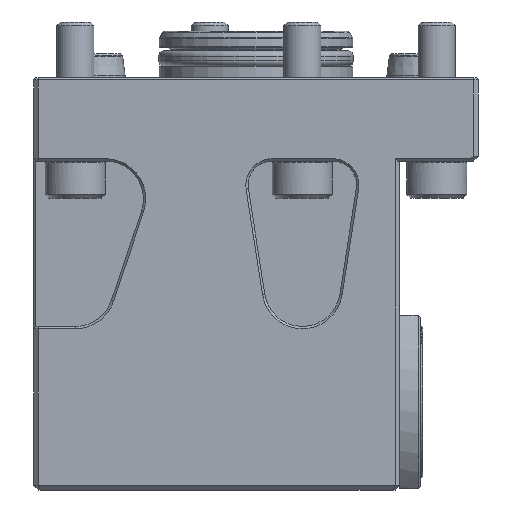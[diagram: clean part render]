
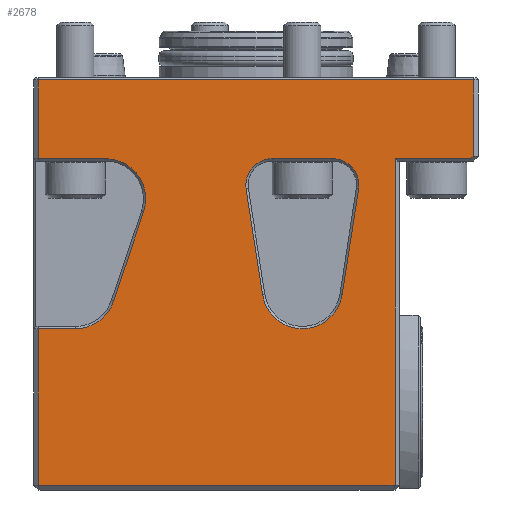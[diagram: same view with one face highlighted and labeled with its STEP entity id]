
A CAD part, front view. The second image highlights one B-rep face of the part: STEP entity #2678.
In plain terms, the highlighted planar face has unit normal (0, -1, 0).
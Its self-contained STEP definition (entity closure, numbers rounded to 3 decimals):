
#93=LINE('',#4274,#310);
#96=LINE('',#4282,#313);
#101=LINE('',#4297,#318);
#103=LINE('',#4302,#320);
#129=LINE('',#4364,#346);
#135=LINE('',#4378,#352);
#140=LINE('',#4388,#357);
#149=LINE('',#4406,#366);
#150=LINE('',#4409,#367);
#151=LINE('',#4410,#368);
#152=LINE('',#4413,#369);
#153=LINE('',#4415,#370);
#154=LINE('',#4417,#371);
#155=LINE('',#4419,#372);
#310=VECTOR('',#3244,1000.);
#313=VECTOR('',#3253,1000.);
#318=VECTOR('',#3266,1000.);
#320=VECTOR('',#3270,1000.);
#346=VECTOR('',#3328,1000.);
#352=VECTOR('',#3336,1000.);
#357=VECTOR('',#3345,1000.);
#366=VECTOR('',#3360,1000.);
#367=VECTOR('',#3363,1000.);
#368=VECTOR('',#3364,1000.);
#369=VECTOR('',#3367,1000.);
#370=VECTOR('',#3368,1000.);
#371=VECTOR('',#3369,1000.);
#372=VECTOR('',#3370,1000.);
#701=ORIENTED_EDGE('',*,*,#1313,.T.);
#702=ORIENTED_EDGE('',*,*,#1310,.T.);
#703=ORIENTED_EDGE('',*,*,#1315,.T.);
#704=ORIENTED_EDGE('',*,*,#1366,.T.);
#705=ORIENTED_EDGE('',*,*,#1367,.T.);
#706=ORIENTED_EDGE('',*,*,#1368,.T.);
#707=ORIENTED_EDGE('',*,*,#1352,.T.);
#708=ORIENTED_EDGE('',*,*,#1369,.T.);
#709=ORIENTED_EDGE('',*,*,#1346,.T.);
#710=ORIENTED_EDGE('',*,*,#1370,.T.);
#711=ORIENTED_EDGE('',*,*,#1371,.T.);
#712=ORIENTED_EDGE('',*,*,#1306,.T.);
#713=ORIENTED_EDGE('',*,*,#1304,.T.);
#714=ORIENTED_EDGE('',*,*,#1302,.T.);
#715=ORIENTED_EDGE('',*,*,#1357,.T.);
#716=ORIENTED_EDGE('',*,*,#1372,.T.);
#717=ORIENTED_EDGE('',*,*,#1373,.T.);
#718=ORIENTED_EDGE('',*,*,#1374,.T.);
#719=ORIENTED_EDGE('',*,*,#1375,.T.);
#1302=EDGE_CURVE('',#1652,#1634,#93,.T.);
#1304=EDGE_CURVE('',#1653,#1652,#1871,.F.);
#1306=EDGE_CURVE('',#1654,#1653,#96,.T.);
#1310=EDGE_CURVE('',#1655,#1658,#1873,.F.);
#1313=EDGE_CURVE('',#1659,#1655,#101,.T.);
#1315=EDGE_CURVE('',#1658,#1662,#103,.T.);
#1346=EDGE_CURVE('',#1683,#1684,#129,.T.);
#1352=EDGE_CURVE('',#1690,#1689,#135,.T.);
#1357=EDGE_CURVE('',#1634,#1693,#140,.T.);
#1366=EDGE_CURVE('',#1662,#1698,#1879,.F.);
#1367=EDGE_CURVE('',#1698,#1699,#149,.T.);
#1368=EDGE_CURVE('',#1699,#1659,#1880,.F.);
#1369=EDGE_CURVE('',#1689,#1683,#150,.T.);
#1370=EDGE_CURVE('',#1684,#1700,#151,.T.);
#1371=EDGE_CURVE('',#1700,#1654,#1881,.F.);
#1372=EDGE_CURVE('',#1693,#1701,#152,.T.);
#1373=EDGE_CURVE('',#1701,#1702,#153,.T.);
#1374=EDGE_CURVE('',#1702,#1703,#154,.T.);
#1375=EDGE_CURVE('',#1703,#1690,#155,.T.);
#1634=VERTEX_POINT('',#4222);
#1652=VERTEX_POINT('',#4273);
#1653=VERTEX_POINT('',#4277);
#1654=VERTEX_POINT('',#4281);
#1655=VERTEX_POINT('',#4285);
#1658=VERTEX_POINT('',#4290);
#1659=VERTEX_POINT('',#4294);
#1662=VERTEX_POINT('',#4301);
#1683=VERTEX_POINT('',#4365);
#1684=VERTEX_POINT('',#4366);
#1689=VERTEX_POINT('',#4377);
#1690=VERTEX_POINT('',#4379);
#1693=VERTEX_POINT('',#4389);
#1698=VERTEX_POINT('',#4405);
#1699=VERTEX_POINT('',#4407);
#1700=VERTEX_POINT('',#4411);
#1701=VERTEX_POINT('',#4414);
#1702=VERTEX_POINT('',#4416);
#1703=VERTEX_POINT('',#4418);
#1871=CIRCLE('',#2874,8.7);
#1873=CIRCLE('',#2878,8.7);
#1879=CIRCLE('',#2902,5.7);
#1880=CIRCLE('',#2903,5.7);
#1881=CIRCLE('',#2904,8.7);
#2028=EDGE_LOOP('',(#701,#702,#703,#704,#705,#706));
#2029=EDGE_LOOP('',(#707,#708,#709,#710,#711,#712,#713,#714,#715,#716,#717,
#718,#719));
#2299=FACE_BOUND('',#2028,.T.);
#2300=FACE_BOUND('',#2029,.T.);
#2558=PLANE('',#2901);
#2678=ADVANCED_FACE('',(#2299,#2300),#2558,.T.);
#2874=AXIS2_PLACEMENT_3D('',#4278,#3248,#3249);
#2878=AXIS2_PLACEMENT_3D('',#4291,#3260,#3261);
#2901=AXIS2_PLACEMENT_3D('',#4403,#3356,#3357);
#2902=AXIS2_PLACEMENT_3D('',#4404,#3358,#3359);
#2903=AXIS2_PLACEMENT_3D('',#4408,#3361,#3362);
#2904=AXIS2_PLACEMENT_3D('',#4412,#3365,#3366);
#3244=DIRECTION('',(-1.,0.,0.));
#3248=DIRECTION('',(0.,-1.,0.));
#3249=DIRECTION('',(1.,0.,0.));
#3253=DIRECTION('',(-0.319,0.,-0.948));
#3260=DIRECTION('',(0.,-1.,0.));
#3261=DIRECTION('',(1.,0.,0.));
#3266=DIRECTION('',(-0.153,0.,-0.988));
#3270=DIRECTION('',(-0.153,0.,0.988));
#3328=DIRECTION('',(0.,0.,-1.));
#3336=DIRECTION('',(0.,0.,1.));
#3345=DIRECTION('',(0.,0.,-1.));
#3356=DIRECTION('',(0.,-1.,0.));
#3357=DIRECTION('',(1.,0.,0.));
#3358=DIRECTION('',(0.,-1.,0.));
#3359=DIRECTION('',(1.,0.,0.));
#3360=DIRECTION('',(1.,0.,0.));
#3361=DIRECTION('',(0.,-1.,0.));
#3362=DIRECTION('',(1.,0.,0.));
#3363=DIRECTION('',(-1.,0.,0.));
#3364=DIRECTION('',(1.,0.,0.));
#3365=DIRECTION('',(0.,-1.,0.));
#3366=DIRECTION('',(1.,0.,0.));
#3367=DIRECTION('',(1.,0.,0.));
#3368=DIRECTION('',(0.,0.,1.));
#3369=DIRECTION('',(1.,0.,0.));
#3370=DIRECTION('',(0.816,0.,0.577));
#4222=CARTESIAN_POINT('',(-47.,-32.,-54.2));
#4273=CARTESIAN_POINT('',(-39.,-32.,-54.2));
#4274=CARTESIAN_POINT('',(-47.,-32.,-54.2));
#4277=CARTESIAN_POINT('',(-30.755,-32.,-48.277));
#4278=CARTESIAN_POINT('',(-39.,-32.,-45.5));
#4281=CARTESIAN_POINT('',(-24.255,-32.,-28.977));
#4282=CARTESIAN_POINT('',(-30.755,-32.,-48.277));
#4285=CARTESIAN_POINT('',(18.597,-32.,-46.835));
#4290=CARTESIAN_POINT('',(1.403,-32.,-46.835));
#4291=CARTESIAN_POINT('',(10.,-32.,-45.5));
#4294=CARTESIAN_POINT('',(22.132,-32.,-24.075));
#4297=CARTESIAN_POINT('',(10.632,-32.,-98.108));
#4301=CARTESIAN_POINT('',(-2.132,-32.,-24.075));
#4302=CARTESIAN_POINT('',(6.635,-32.,-80.513));
#4364=CARTESIAN_POINT('',(-47.,-32.,-18.));
#4365=CARTESIAN_POINT('',(-47.,-32.,-0.5));
#4366=CARTESIAN_POINT('',(-47.,-32.,-17.5));
#4377=CARTESIAN_POINT('',(47.,-32.,-0.5));
#4378=CARTESIAN_POINT('',(47.,-32.,0.));
#4379=CARTESIAN_POINT('',(47.,-32.,-17.));
#4388=CARTESIAN_POINT('',(-47.,-32.,-89.));
#4389=CARTESIAN_POINT('',(-47.,-32.,-88.));
#4403=CARTESIAN_POINT('',(-48.,-32.,-89.));
#4404=CARTESIAN_POINT('',(3.5,-32.,-23.2));
#4405=CARTESIAN_POINT('',(3.5,-32.,-17.5));
#4406=CARTESIAN_POINT('',(-48.,-32.,-17.5));
#4407=CARTESIAN_POINT('',(16.5,-32.,-17.5));
#4408=CARTESIAN_POINT('',(16.5,-32.,-23.2));
#4409=CARTESIAN_POINT('',(-47.,-32.,-0.5));
#4410=CARTESIAN_POINT('',(-32.5,-32.,-17.5));
#4411=CARTESIAN_POINT('',(-32.5,-32.,-17.5));
#4412=CARTESIAN_POINT('',(-32.5,-32.,-26.2));
#4413=CARTESIAN_POINT('',(30.,-32.,-88.));
#4414=CARTESIAN_POINT('',(30.,-32.,-88.));
#4415=CARTESIAN_POINT('',(30.,-32.,-18.));
#4416=CARTESIAN_POINT('',(30.,-32.,-17.5));
#4417=CARTESIAN_POINT('',(45.586,-32.,-17.5));
#4418=CARTESIAN_POINT('',(46.293,-32.,-17.5));
#4419=CARTESIAN_POINT('',(-50.274,-32.,-85.783));
